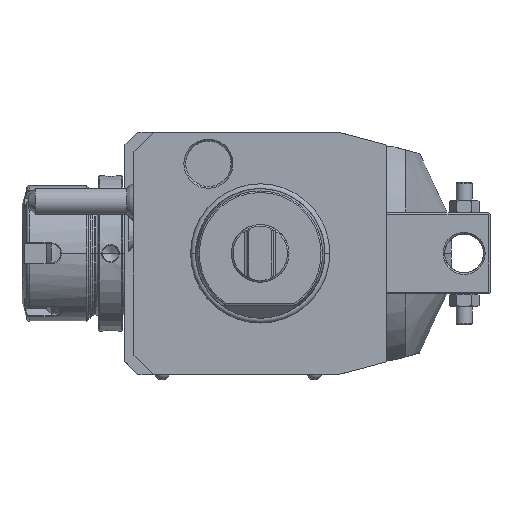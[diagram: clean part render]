
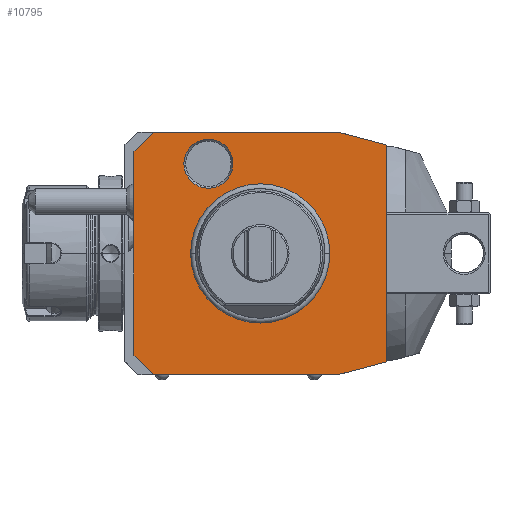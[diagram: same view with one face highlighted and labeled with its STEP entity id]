
A CAD part, front view. The second image highlights one B-rep face of the part: STEP entity #10795.
In plain terms, the highlighted planar face has unit normal (0, -1, 0).
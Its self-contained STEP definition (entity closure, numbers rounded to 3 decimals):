
#1=DIRECTION('',(-0.966,0.,0.259));
#2=VECTOR('',#1,15.529);
#3=CARTESIAN_POINT('',(39.,0.,33.481));
#4=LINE('',#3,#2);
#5=DIRECTION('',(0.,0.,1.));
#6=VECTOR('',#5,66.962);
#7=CARTESIAN_POINT('',(39.,0.,-33.481));
#8=LINE('',#7,#6);
#9=DIRECTION('',(0.966,0.,0.259));
#10=VECTOR('',#9,15.529);
#11=CARTESIAN_POINT('',(24.,0.,-37.5));
#12=LINE('',#11,#10);
#13=DIRECTION('',(1.,0.,0.));
#14=VECTOR('',#13,57.);
#15=CARTESIAN_POINT('',(-33.,0.,-37.5));
#16=LINE('',#15,#14);
#17=DIRECTION('',(0.707,0.,-0.707));
#18=VECTOR('',#17,8.485);
#19=CARTESIAN_POINT('',(-39.,0.,-31.5));
#20=LINE('',#19,#18);
#21=DIRECTION('',(0.,0.,-1.));
#22=VECTOR('',#21,63.);
#23=CARTESIAN_POINT('',(-39.,0.,31.5));
#24=LINE('',#23,#22);
#25=DIRECTION('',(-0.707,0.,-0.707));
#26=VECTOR('',#25,8.485);
#27=CARTESIAN_POINT('',(-33.,0.,37.5));
#28=LINE('',#27,#26);
#29=DIRECTION('',(-1.,0.,0.));
#30=VECTOR('',#29,57.);
#31=CARTESIAN_POINT('',(24.,0.,37.5));
#32=LINE('',#31,#30);
#33=CARTESIAN_POINT('',(-16.,0.,27.713));
#34=DIRECTION('',(0.,1.,0.));
#35=DIRECTION('',(1.,0.,0.));
#36=AXIS2_PLACEMENT_3D('',#33,#34,#35);
#38=CARTESIAN_POINT('',(-16.,0.,27.713));
#39=DIRECTION('',(0.,1.,0.));
#40=DIRECTION('',(-1.,0.,0.));
#41=AXIS2_PLACEMENT_3D('',#38,#39,#40);
#8137=CARTESIAN_POINT('',(0.,0.,0.));
#8138=DIRECTION('',(0.,-1.,0.));
#8139=DIRECTION('',(1.,0.,0.));
#8140=AXIS2_PLACEMENT_3D('',#8137,#8138,#8139);
#8142=CARTESIAN_POINT('',(0.,0.,0.));
#8143=DIRECTION('',(0.,-1.,0.));
#8144=DIRECTION('',(-1.,0.,0.));
#8145=AXIS2_PLACEMENT_3D('',#8142,#8143,#8144);
#9718=CARTESIAN_POINT('',(-8.423,0.,
27.713));
#9719=CARTESIAN_POINT('',(-23.577,0.,
27.713));
#9720=VERTEX_POINT('',#9718);
#9721=VERTEX_POINT('',#9719);
#10612=CARTESIAN_POINT('',(39.,0.,33.481));
#10613=CARTESIAN_POINT('',(24.,0.,37.5));
#10614=VERTEX_POINT('',#10612);
#10615=VERTEX_POINT('',#10613);
#10616=CARTESIAN_POINT('',(-33.,0.,37.5));
#10617=VERTEX_POINT('',#10616);
#10618=CARTESIAN_POINT('',(-39.,0.,31.5));
#10619=VERTEX_POINT('',#10618);
#10620=CARTESIAN_POINT('',(-39.,0.,-31.5));
#10621=VERTEX_POINT('',#10620);
#10622=CARTESIAN_POINT('',(-33.,0.,-37.5));
#10623=VERTEX_POINT('',#10622);
#10624=CARTESIAN_POINT('',(24.,0.,-37.5));
#10625=VERTEX_POINT('',#10624);
#10626=CARTESIAN_POINT('',(39.,0.,-33.481));
#10627=VERTEX_POINT('',#10626);
#10660=CARTESIAN_POINT('',(21.137,0.,0.));
#10661=CARTESIAN_POINT('',(-21.137,0.,0.));
#10662=VERTEX_POINT('',#10660);
#10663=VERTEX_POINT('',#10661);
#10760=CARTESIAN_POINT('',(0.,0.,0.));
#10761=DIRECTION('',(0.,-1.,0.));
#10762=DIRECTION('',(-1.,0.,0.));
#10763=AXIS2_PLACEMENT_3D('',#10760,#10761,#10762);
#10764=PLANE('',#10763);
#10766=ORIENTED_EDGE('',*,*,#10765,.F.);
#10768=ORIENTED_EDGE('',*,*,#10767,.F.);
#10770=ORIENTED_EDGE('',*,*,#10769,.F.);
#10772=ORIENTED_EDGE('',*,*,#10771,.F.);
#10774=ORIENTED_EDGE('',*,*,#10773,.F.);
#10776=ORIENTED_EDGE('',*,*,#10775,.F.);
#10778=ORIENTED_EDGE('',*,*,#10777,.F.);
#10780=ORIENTED_EDGE('',*,*,#10779,.F.);
#10781=EDGE_LOOP('',(#10766,#10768,#10770,#10772,#10774,#10776,#10778,#10780));
#10782=FACE_OUTER_BOUND('',#10781,.F.);
#10784=ORIENTED_EDGE('',*,*,#10783,.T.);
#10786=ORIENTED_EDGE('',*,*,#10785,.T.);
#10787=EDGE_LOOP('',(#10784,#10786));
#10788=FACE_BOUND('',#10787,.F.);
#10790=ORIENTED_EDGE('',*,*,#10789,.F.);
#10792=ORIENTED_EDGE('',*,*,#10791,.F.);
#10793=EDGE_LOOP('',(#10790,#10792));
#10794=FACE_BOUND('',#10793,.F.);
#37=CIRCLE('',#36,7.577);
#42=CIRCLE('',#41,7.577);
#8141=CIRCLE('',#8140,21.137);
#8146=CIRCLE('',#8145,21.137);
#10765=EDGE_CURVE('',#10614,#10615,#4,.T.);
#10767=EDGE_CURVE('',#10627,#10614,#8,.T.);
#10769=EDGE_CURVE('',#10625,#10627,#12,.T.);
#10771=EDGE_CURVE('',#10623,#10625,#16,.T.);
#10773=EDGE_CURVE('',#10621,#10623,#20,.T.);
#10775=EDGE_CURVE('',#10619,#10621,#24,.T.);
#10777=EDGE_CURVE('',#10617,#10619,#28,.T.);
#10779=EDGE_CURVE('',#10615,#10617,#32,.T.);
#10783=EDGE_CURVE('',#10662,#10663,#8141,.T.);
#10785=EDGE_CURVE('',#10663,#10662,#8146,.T.);
#10789=EDGE_CURVE('',#9720,#9721,#37,.T.);
#10791=EDGE_CURVE('',#9721,#9720,#42,.T.);
#10795=ADVANCED_FACE('',(#10782,#10788,#10794),#10764,.T.);
